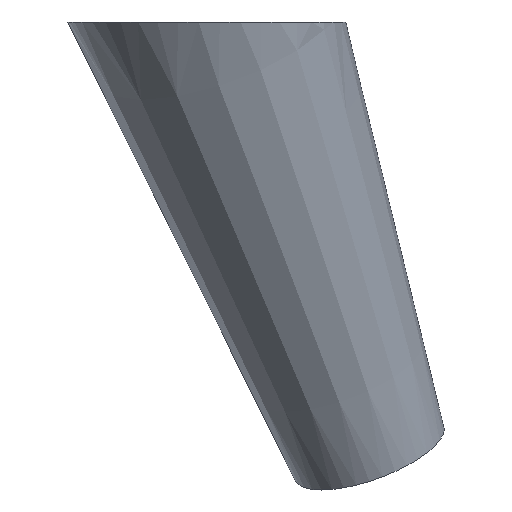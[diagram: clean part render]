
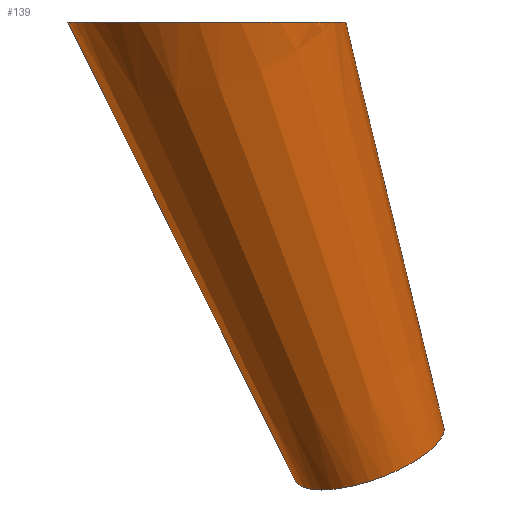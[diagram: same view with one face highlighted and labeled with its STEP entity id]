
A CAD part, left-side view. The second image highlights one B-rep face of the part: STEP entity #139.
In plain terms, the highlighted conical face has half-angle 6.003 degrees and reference radius 10.553 mm.
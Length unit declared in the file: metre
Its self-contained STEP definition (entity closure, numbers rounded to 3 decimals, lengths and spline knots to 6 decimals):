
#12=CONICAL_SURFACE('',#164,0.010553,0.105);
#45=CIRCLE('',#163,0.005842);
#53=ORIENTED_EDGE('',*,*,#85,.F.);
#54=ORIENTED_EDGE('',*,*,#80,.T.);
#80=EDGE_CURVE('',#96,#96,#45,.T.);
#85=EDGE_CURVE('',#101,#101,#107,.F.);
#96=VERTEX_POINT('',#220);
#101=VERTEX_POINT('',#231);
#107=ELLIPSE('',#165,0.010941,0.009646);
#112=EDGE_LOOP('',(#53));
#113=EDGE_LOOP('',(#54));
#126=FACE_BOUND('',#112,.T.);
#127=FACE_BOUND('',#113,.T.);
#139=ADVANCED_FACE('',(#126,#127),#12,.T.);
#163=AXIS2_PLACEMENT_3D('',#219,#182,#183);
#164=AXIS2_PLACEMENT_3D('',#229,#188,#189);
#165=AXIS2_PLACEMENT_3D('',#230,#190,#191);
#182=DIRECTION('',(-0.342,0.321,0.883));
#183=DIRECTION('',(0.932,0.,0.361));
#188=DIRECTION('',(-0.342,0.321,0.883));
#189=DIRECTION('',(0.932,0.,0.361));
#190=DIRECTION('',(0.,0.,-1.));
#191=DIRECTION('',(-0.729,0.685,0.));
#219=CARTESIAN_POINT('',(0.071431,0.001466,-0.100266));
#220=CARTESIAN_POINT('',(0.076878,0.001466,-0.098156));
#229=CARTESIAN_POINT('',(0.056108,0.015865,-0.060707));
#230=CARTESIAN_POINT('',(0.05866,0.013467,-0.068445));
#231=CARTESIAN_POINT('',(0.050687,0.020959,-0.068445));
